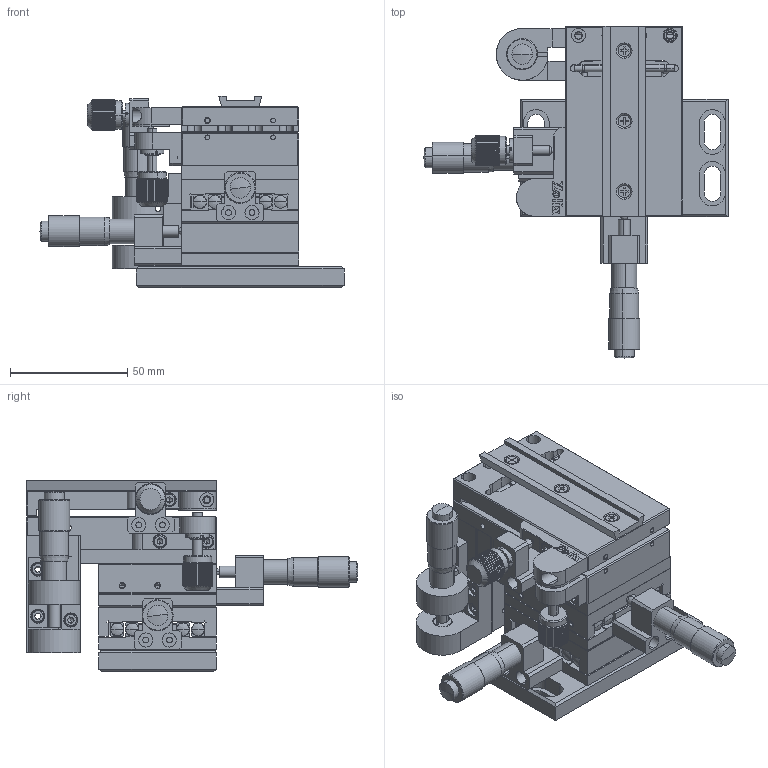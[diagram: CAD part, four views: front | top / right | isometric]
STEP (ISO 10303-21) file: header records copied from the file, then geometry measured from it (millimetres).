
FILE_DESCRIPTION (( 'STEP AP203' ), '1' );
FILE_NAME ('NFP-5561.step', '2019-05-08T07:28:16', ( '' ), ( '' ), 'SwSTEP 2.0', 'SolidWorks 2017', '' );
FILE_SCHEMA (( 'CONFIG_CONTROL_DESIGN' ));
Length unit declared in the file: millimetre
Products named in the file (1): NFP-5561
Bounding box: 129.5 x 141.3 x 81.5 mm (x, y, z)
Surface area: 105700.3 mm2 (no closed solid volume)
Topology: 0 solids, 110 shells, 1311 faces, 4942 edges, 3592 vertices
Faces by surface type: plane 795, cylinder 318, cone 106, torus 46, bspline 34, sphere 12
Entity records: 53163 total; most frequent: CARTESIAN_POINT 11553, DIRECTION 8704, ORIENTED_EDGE 7688, EDGE_CURVE 4863, VERTEX_POINT 3583, AXIS2_PLACEMENT_3D 2916, LINE 2872, VECTOR 2872
